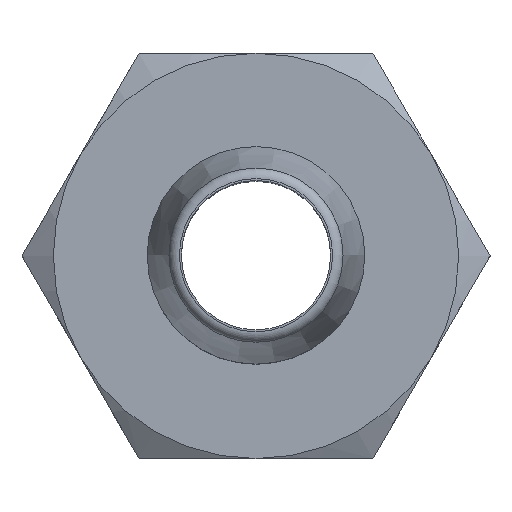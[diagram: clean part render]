
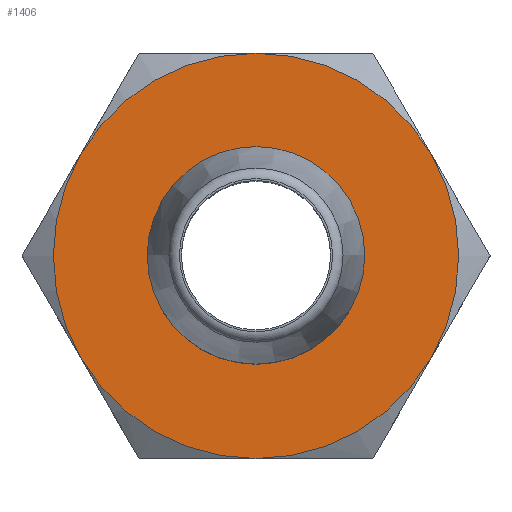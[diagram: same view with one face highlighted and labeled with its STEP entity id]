
A CAD part, top view. The second image highlights one B-rep face of the part: STEP entity #1406.
In plain terms, the highlighted face is planar.
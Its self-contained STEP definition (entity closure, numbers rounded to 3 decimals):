
#673=ORIENTED_EDGE('',*,*,#850,.F.);
#674=ORIENTED_EDGE('',*,*,#851,.F.);
#675=ORIENTED_EDGE('',*,*,#848,.F.);
#676=ORIENTED_EDGE('',*,*,#852,.F.);
#677=ORIENTED_EDGE('',*,*,#853,.F.);
#678=ORIENTED_EDGE('',*,*,#854,.F.);
#679=ORIENTED_EDGE('',*,*,#855,.F.);
#775=CIRCLE('',#1319,9.5);
#776=CIRCLE('',#1322,9.5);
#777=CIRCLE('',#1323,9.5);
#778=CIRCLE('',#1324,9.5);
#779=CIRCLE('',#1325,9.5);
#780=CIRCLE('',#1326,9.5);
#781=CIRCLE('',#1327,4.5);
#804=VERTEX_POINT('',#1192);
#807=VERTEX_POINT('',#1201);
#808=VERTEX_POINT('',#1205);
#809=VERTEX_POINT('',#1206);
#810=VERTEX_POINT('',#1209);
#811=VERTEX_POINT('',#1211);
#812=VERTEX_POINT('',#1214);
#848=EDGE_CURVE('',#807,#804,#775,.T.);
#850=EDGE_CURVE('',#808,#809,#776,.T.);
#851=EDGE_CURVE('',#804,#808,#777,.T.);
#852=EDGE_CURVE('',#810,#807,#778,.T.);
#853=EDGE_CURVE('',#811,#810,#779,.T.);
#854=EDGE_CURVE('',#809,#811,#780,.T.);
#855=EDGE_CURVE('',#812,#812,#781,.T.);
#896=EDGE_LOOP('',(#673,#674,#675,#676,#677,#678));
#897=EDGE_LOOP('',(#679));
#946=FACE_BOUND('',#896,.T.);
#947=FACE_BOUND('',#897,.T.);
#1025=DIRECTION('',(0.,-1.,0.));
#1026=DIRECTION('',(0.,0.,9.5));
#1029=DIRECTION('',(0.,1.,0.));
#1030=DIRECTION('',(1.,0.,0.));
#1031=DIRECTION('',(0.,-1.,0.));
#1032=DIRECTION('',(0.,0.,9.5));
#1033=DIRECTION('',(0.,-1.,0.));
#1034=DIRECTION('',(0.,0.,9.5));
#1035=DIRECTION('',(0.,-1.,0.));
#1036=DIRECTION('',(0.,0.,9.5));
#1037=DIRECTION('',(0.,-1.,0.));
#1038=DIRECTION('',(0.,0.,9.5));
#1039=DIRECTION('',(0.,-1.,0.));
#1040=DIRECTION('',(0.,0.,9.5));
#1041=DIRECTION('',(0.,1.,0.));
#1042=DIRECTION('',(4.5,0.,0.));
#1192=CARTESIAN_POINT('',(22.997,23.41,4.75));
#1201=CARTESIAN_POINT('',(22.997,23.41,-4.75));
#1202=CARTESIAN_POINT('',(14.77,23.41,0.));
#1204=CARTESIAN_POINT('',(14.77,23.41,9.5));
#1205=CARTESIAN_POINT('',(14.77,23.41,9.5));
#1206=CARTESIAN_POINT('',(6.543,23.41,4.75));
#1207=CARTESIAN_POINT('',(14.77,23.41,0.));
#1208=CARTESIAN_POINT('',(14.77,23.41,0.));
#1209=CARTESIAN_POINT('',(14.77,23.41,-9.5));
#1210=CARTESIAN_POINT('',(14.77,23.41,0.));
#1211=CARTESIAN_POINT('',(6.543,23.41,-4.75));
#1212=CARTESIAN_POINT('',(14.77,23.41,0.));
#1213=CARTESIAN_POINT('',(14.77,23.41,0.));
#1214=CARTESIAN_POINT('',(19.27,23.41,0.));
#1215=CARTESIAN_POINT('',(14.77,23.41,0.));
#1319=AXIS2_PLACEMENT_3D('',#1202,#1025,#1026);
#1321=AXIS2_PLACEMENT_3D('',#1204,#1029,#1030);
#1322=AXIS2_PLACEMENT_3D('',#1207,#1031,#1032);
#1323=AXIS2_PLACEMENT_3D('',#1208,#1033,#1034);
#1324=AXIS2_PLACEMENT_3D('',#1210,#1035,#1036);
#1325=AXIS2_PLACEMENT_3D('',#1212,#1037,#1038);
#1326=AXIS2_PLACEMENT_3D('',#1213,#1039,#1040);
#1327=AXIS2_PLACEMENT_3D('',#1215,#1041,#1042);
#1392=PLANE('',#1321);
#1406=ADVANCED_FACE('',(#946,#947),#1392,.T.);
